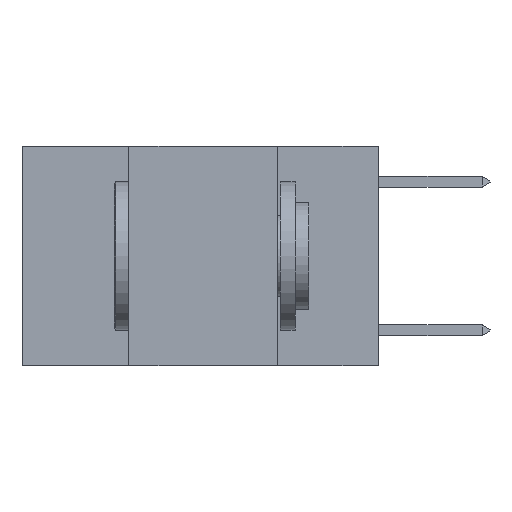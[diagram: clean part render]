
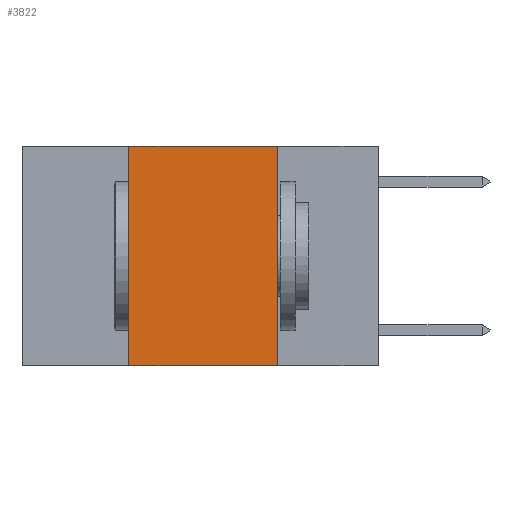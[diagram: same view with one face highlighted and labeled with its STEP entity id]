
A CAD part, left-side view. The second image highlights one B-rep face of the part: STEP entity #3822.
In plain terms, the highlighted planar face has unit normal (-1, 0, 0).
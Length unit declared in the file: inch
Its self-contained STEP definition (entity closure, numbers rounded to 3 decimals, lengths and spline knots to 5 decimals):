
#46 = CARTESIAN_POINT ( 'NONE',  ( 0., 0.6, -0.37 ) ) ;
#1980 = CARTESIAN_POINT ( 'NONE',  ( 0., 0.17, -0.37 ) ) ;
#2047 = LINE ( 'NONE', #12348, #31885 ) ;
#2882 = CARTESIAN_POINT ( 'NONE',  ( 0., 0.17, 0. ) ) ;
#3170 = ORIENTED_EDGE ( 'NONE', *, *, #28974, .F. ) ;
#3822 = ADVANCED_FACE ( 'NONE', ( #12472 ), #7580, .F. ) ;
#7580 = PLANE ( 'NONE',  #10503 ) ;
#7742 = DIRECTION ( 'NONE',  ( 0., 0., -1. ) ) ;
#8236 = CARTESIAN_POINT ( 'NONE',  ( 0., 0.42, 0. ) ) ;
#10318 = VECTOR ( 'NONE', #17417, 39.37008 ) ;
#10366 = ORIENTED_EDGE ( 'NONE', *, *, #30502, .F. ) ;
#10503 = AXIS2_PLACEMENT_3D ( 'NONE', #12810, #22320, #7742 ) ;
#10505 = VECTOR ( 'NONE', #17214, 39.37008 ) ;
#11039 = ORIENTED_EDGE ( 'NONE', *, *, #22568, .F. ) ;
#12310 = LINE ( 'NONE', #46, #10318 ) ;
#12348 = CARTESIAN_POINT ( 'NONE',  ( 0., 0.42, 0. ) ) ;
#12472 = FACE_OUTER_BOUND ( 'NONE', #18620, .T. ) ;
#12810 = CARTESIAN_POINT ( 'NONE',  ( 0., 0.6, 0. ) ) ;
#13646 = ORIENTED_EDGE ( 'NONE', *, *, #24382, .T. ) ;
#15979 = VERTEX_POINT ( 'NONE', #8236 ) ;
#16733 = CARTESIAN_POINT ( 'NONE',  ( 0., 0.17, 0. ) ) ;
#17214 = DIRECTION ( 'NONE',  ( 0., 0., -1. ) ) ;
#17417 = DIRECTION ( 'NONE',  ( 0., -1., 0. ) ) ;
#18620 = EDGE_LOOP ( 'NONE', ( #10366, #11039, #3170, #13646 ) ) ;
#21077 = LINE ( 'NONE', #21707, #30108 ) ;
#21707 = CARTESIAN_POINT ( 'NONE',  ( 0., 0.6, 0. ) ) ;
#22320 = DIRECTION ( 'NONE',  ( 1., 0., 0. ) ) ;
#22444 = VERTEX_POINT ( 'NONE', #2882 ) ;
#22568 = EDGE_CURVE ( 'NONE', #15979, #22444, #21077, .T. ) ;
#24295 = LINE ( 'NONE', #16733, #10505 ) ;
#24382 = EDGE_CURVE ( 'NONE', #26484, #30555, #12310, .T. ) ;
#24508 = DIRECTION ( 'NONE',  ( 0., 0., 1. ) ) ;
#26484 = VERTEX_POINT ( 'NONE', #29032 ) ;
#28974 = EDGE_CURVE ( 'NONE', #26484, #15979, #2047, .T. ) ;
#29032 = CARTESIAN_POINT ( 'NONE',  ( 0., 0.42, -0.37 ) ) ;
#30108 = VECTOR ( 'NONE', #31717, 39.37008 ) ;
#30502 = EDGE_CURVE ( 'NONE', #22444, #30555, #24295, .T. ) ;
#30555 = VERTEX_POINT ( 'NONE', #1980 ) ;
#31717 = DIRECTION ( 'NONE',  ( 0., -1., 0. ) ) ;
#31885 = VECTOR ( 'NONE', #24508, 39.37008 ) ;
